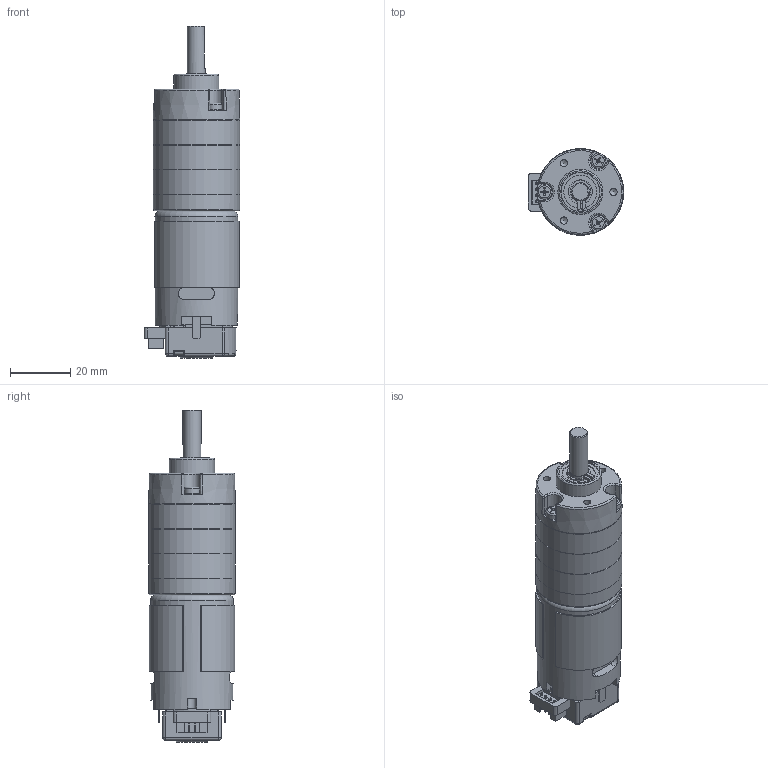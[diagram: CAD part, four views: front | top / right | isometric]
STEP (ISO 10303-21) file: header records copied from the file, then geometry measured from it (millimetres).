
FILE_DESCRIPTION(/* description */ (''),/* implementation_level */ '2;1');
FILE_NAME(/* name */ 'PS150_3stadi_2S_stp',/* time_stamp */ '2024-02-20T10:26:07+01:00',/* author */ (''),/* organization */ (''),/* preprocessor_version */ 'ST-DEVELOPER v11',/* originating_system */ 'UGS - NX 5.0',/* authorisation */ '');
FILE_SCHEMA (('AUTOMOTIVE_DESIGN { 1 0 10303 214 1 1 1 1 }'));
Length unit declared in the file: millimetre
Products named in the file (1): Luig0FA35dm5
Bounding box: 31.7 x 28.8 x 110.33 mm (x, y, z)
Volume: 35973.7 mm3; surface area: 27962.3 mm2
Topology: 27 solids, 27 shells, 1485 faces, 4014 edges, 2606 vertices
Faces by surface type: plane 1131, cylinder 171, cone 66, bspline 52, torus 49, sphere 16
Full cylindrical faces by diameter (mm): 0.6 x6, 0.9 x4, 2 x6, 2.3 x2, 2.305 x1, 2.4 x3, 2.5 x7, 2.6 x3, 2.7 x2, 3 x3, 3.5 x1, 3.6 x1, 5 x3, 5.7 x1, 6 x4, 8 x4, 10 x4, 11 x4, 12 x1, 12.85 x2, 13 x4, 15 x1, 27.5 x1, 27.8 x3, 28.8 x3
Entity records: 47268 total; most frequent: CARTESIAN_POINT 10224, ORIENTED_EDGE 7696, DIRECTION 7031, EDGE_CURVE 3848, LINE 2995, VECTOR 2995, VERTEX_POINT 2570, AXIS2_PLACEMENT_3D 2018
